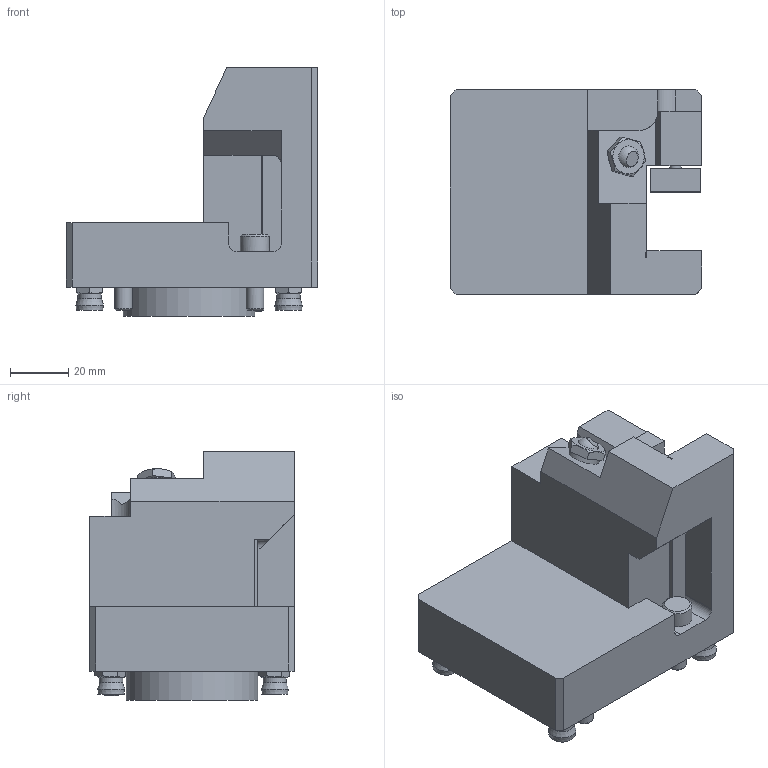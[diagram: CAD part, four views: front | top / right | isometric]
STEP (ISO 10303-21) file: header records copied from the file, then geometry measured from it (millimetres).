
FILE_DESCRIPTION(/* description */ (''),/* implementation_level */ '2;1');
FILE_NAME(/* name */ '12076137_lehrer.stp',/* time_stamp */ '2019-11-11T11:16:46+01:00',/* author */ (''),/* organization */ (''),/* preprocessor_version */ 'ST-DEVELOPER v16.7',/* originating_system */ 'SIEMENS PLM Software NX 12.0',/* authorisation */ '');
FILE_SCHEMA (('AUTOMOTIVE_DESIGN { 1 0 10303 214 3 1 1 1 }'));
Length unit declared in the file: millimetre
Products named in the file (1): 10011202045_00-Drehhalter
Bounding box: 86 x 70 x 85 mm (x, y, z)
Volume: 222812 mm3; surface area: 37327.8 mm2
Topology: 1 solids, 1 shells, 144 faces, 392 edges, 265 vertices
Faces by surface type: plane 98, cylinder 27, cone 18, sphere 1
Full cylindrical faces by diameter (mm): 4 x2, 4.2 x1, 6 x4, 8 x4, 10 x1, 10.6 x1, 45 x1
Entity records: 4339 total; most frequent: CARTESIAN_POINT 905, ORIENTED_EDGE 672, DIRECTION 652, EDGE_CURVE 336, VERTEX_POINT 242, LINE 218, VECTOR 218, AXIS2_PLACEMENT_3D 217
